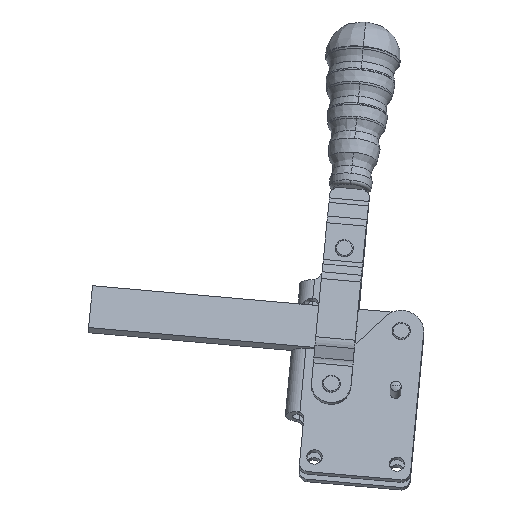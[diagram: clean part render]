
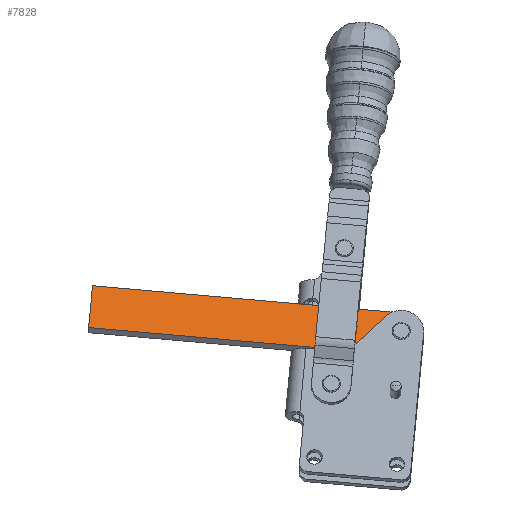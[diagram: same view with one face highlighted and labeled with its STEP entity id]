
A CAD part, front view. The second image highlights one B-rep face of the part: STEP entity #7828.
In plain terms, the highlighted planar face has unit normal (0.016, -0.935, 0.354).
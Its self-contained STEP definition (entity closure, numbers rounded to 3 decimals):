
#2462=CARTESIAN_POINT('',(-95.632,-37.339,101.563));
#2463=VERTEX_POINT('',#2462);
#2479=CARTESIAN_POINT('',(-99.359,-34.123,110.21));
#2480=VERTEX_POINT('',#2479);
#2487=CARTESIAN_POINT('',(-88.4,-34.294,109.272));
#2488=DIRECTION('',(-0.016,0.935,-0.355));
#2489=DIRECTION('',(0.657,0.277,0.701));
#2490=AXIS2_PLACEMENT_3D('',#2487,#2488,#2489);
#2491=CIRCLE('',#2490,11.0);
#2492=EDGE_CURVE('',#2463,#2480,#2491,.T.);
#2968=CARTESIAN_POINT('',(-77.948,-37.898,99.303));
#2969=VERTEX_POINT('',#2968);
#2976=CARTESIAN_POINT('',(-81.385,-38.859,96.922));
#2977=VERTEX_POINT('',#2976);
#2978=CARTESIAN_POINT('',(-88.548,-34.292,109.285));
#2979=DIRECTION('',(-0.016,0.935,-0.355));
#2980=DIRECTION('',(0.342,-0.328,-0.881));
#2981=AXIS2_PLACEMENT_3D('',#2978,#2979,#2980);
#2982=CIRCLE('',#2981,15.);
#2983=EDGE_CURVE('',#2969,#2977,#2982,.T.);
#3549=CARTESIAN_POINT('',(-51.697,-30.45,117.78));
#3550=VERTEX_POINT('',#3549);
#3557=CARTESIAN_POINT('',(-61.625,-31.875,114.461));
#3558=VERTEX_POINT('',#3557);
#3559=CARTESIAN_POINT('',(-52.792,-34.881,106.143));
#3560=DIRECTION('',(-0.016,0.935,-0.355));
#3561=DIRECTION('',(0.996,-0.016,-0.088));
#3562=AXIS2_PLACEMENT_3D('',#3559,#3560,#3561);
#3563=CIRCLE('',#3562,12.5);
#3564=EDGE_CURVE('',#3558,#3550,#3563,.T.);
#7692=CARTESIAN_POINT('',(-109.128,-29.503,122.826));
#7693=VERTEX_POINT('',#7692);
#7709=CARTESIAN_POINT('',(-224.507,-27.602,132.964));
#7710=VERTEX_POINT('',#7709);
#7717=CARTESIAN_POINT('',(-224.507,-27.602,132.964));
#7718=DIRECTION('',(0.996,-0.016,-0.088));
#7719=VECTOR('',#7718,115.84);
#7720=LINE('',#7717,#7719);
#7721=EDGE_CURVE('',#7710,#7693,#7720,.T.);
#7726=CARTESIAN_POINT('',(-135.459,-33.518,113.407));
#7727=DIRECTION('',(0.016,-0.935,0.355));
#7728=DIRECTION('',(0.996,-0.016,-0.088));
#7729=AXIS2_PLACEMENT_3D('',#7726,#7727,#7728);
#7730=PLANE('',#7729);
#7731=CARTESIAN_POINT('',(-105.272,-29.582,122.447));
#7732=VERTEX_POINT('',#7731);
#7733=CARTESIAN_POINT('',(-105.249,-29.567,122.485));
#7734=VERTEX_POINT('',#7733);
#7735=CARTESIAN_POINT('',(-105.272,-29.582,122.447));
#7736=CARTESIAN_POINT('',(-105.265,-29.578,122.459));
#7737=CARTESIAN_POINT('',(-105.258,-29.573,122.472));
#7738=CARTESIAN_POINT('',(-105.249,-29.567,122.485));
#7739=B_SPLINE_CURVE_WITH_KNOTS('',3,(#7735,#7736,#7737,#7738),.UNSPECIFIED.,.F.,.U.,(4,4),(-0.471,-0.458),.UNSPECIFIED.);
#7740=EDGE_CURVE('',#7732,#7734,#7739,.T.);
#7741=ORIENTED_EDGE('',*,*,#7740,.F.);
#7742=CARTESIAN_POINT('',(-109.132,-29.522,122.778));
#7743=VERTEX_POINT('',#7742);
#7744=CARTESIAN_POINT('',(-109.132,-29.522,122.778));
#7745=DIRECTION('',(0.996,-0.016,-0.085));
#7746=VECTOR('',#7745,3.874);
#7747=LINE('',#7744,#7746);
#7748=EDGE_CURVE('',#7743,#7732,#7747,.T.);
#7749=ORIENTED_EDGE('',*,*,#7748,.F.);
#7750=CARTESIAN_POINT('',(-109.128,-29.503,122.826));
#7751=DIRECTION('',(-0.085,-0.355,-0.931));
#7752=VECTOR('',#7751,0.052);
#7753=LINE('',#7750,#7752);
#7754=EDGE_CURVE('',#7693,#7743,#7753,.T.);
#7755=ORIENTED_EDGE('',*,*,#7754,.F.);
#7756=ORIENTED_EDGE('',*,*,#7721,.F.);
#7757=CARTESIAN_POINT('',(-226.698,-36.464,109.69));
#7758=VERTEX_POINT('',#7757);
#7759=CARTESIAN_POINT('',(-226.698,-36.464,109.69));
#7760=DIRECTION('',(0.088,0.354,0.931));
#7761=VECTOR('',#7760,25.);
#7762=LINE('',#7759,#7761);
#7763=EDGE_CURVE('',#7758,#7710,#7762,.T.);
#7764=ORIENTED_EDGE('',*,*,#7763,.F.);
#7765=CARTESIAN_POINT('',(-81.385,-38.859,96.922));
#7766=DIRECTION('',(-0.996,0.016,0.088));
#7767=VECTOR('',#7766,145.893);
#7768=LINE('',#7765,#7767);
#7769=EDGE_CURVE('',#2977,#7758,#7768,.T.);
#7770=ORIENTED_EDGE('',*,*,#7769,.F.);
#7771=ORIENTED_EDGE('',*,*,#2983,.F.);
#7772=CARTESIAN_POINT('',(-77.948,-37.898,99.303));
#7773=DIRECTION('',(0.707,0.261,0.657));
#7774=VECTOR('',#7773,23.075);
#7775=LINE('',#7772,#7774);
#7776=EDGE_CURVE('',#2969,#3558,#7775,.T.);
#7777=ORIENTED_EDGE('',*,*,#7776,.T.);
#7778=ORIENTED_EDGE('',*,*,#3564,.T.);
#7779=CARTESIAN_POINT('',(-80.86,-29.969,120.342));
#7780=VERTEX_POINT('',#7779);
#7781=CARTESIAN_POINT('',(-80.86,-29.969,120.342));
#7782=DIRECTION('',(0.996,-0.016,-0.088));
#7783=VECTOR('',#7782,29.28);
#7784=LINE('',#7781,#7783);
#7785=EDGE_CURVE('',#7780,#3550,#7784,.T.);
#7786=ORIENTED_EDGE('',*,*,#7785,.F.);
#7787=CARTESIAN_POINT('',(-81.168,-31.249,116.98));
#7788=VERTEX_POINT('',#7787);
#7789=CARTESIAN_POINT('',(-80.86,-29.969,120.342));
#7790=DIRECTION('',(-0.085,-0.355,-0.931));
#7791=VECTOR('',#7790,3.61);
#7792=LINE('',#7789,#7791);
#7793=EDGE_CURVE('',#7780,#7788,#7792,.T.);
#7794=ORIENTED_EDGE('',*,*,#7793,.T.);
#7795=CARTESIAN_POINT('',(-88.4,-34.294,109.272));
#7796=DIRECTION('',(-0.016,0.935,-0.355));
#7797=DIRECTION('',(0.657,0.277,0.701));
#7798=AXIS2_PLACEMENT_3D('',#7795,#7796,#7797);
#7799=CIRCLE('',#7798,11.0);
#7800=EDGE_CURVE('',#7788,#2463,#7799,.T.);
#7801=ORIENTED_EDGE('',*,*,#7800,.T.);
#7802=ORIENTED_EDGE('',*,*,#2492,.T.);
#7803=CARTESIAN_POINT('',(-98.421,-30.223,120.453));
#7804=VERTEX_POINT('',#7803);
#7805=CARTESIAN_POINT('',(-99.359,-34.123,110.21));
#7806=DIRECTION('',(0.085,0.355,0.931));
#7807=VECTOR('',#7806,11.);
#7808=LINE('',#7805,#7807);
#7809=EDGE_CURVE('',#2480,#7804,#7808,.T.);
#7810=ORIENTED_EDGE('',*,*,#7809,.T.);
#7811=CARTESIAN_POINT('',(-98.592,-29.677,121.9));
#7812=VERTEX_POINT('',#7811);
#7813=CARTESIAN_POINT('',(-102.406,-30.161,120.794));
#7814=DIRECTION('',(0.016,-0.935,0.355));
#7815=DIRECTION('',(0.892,-0.147,-0.428));
#7816=AXIS2_PLACEMENT_3D('',#7813,#7814,#7815);
#7817=CIRCLE('',#7816,4.);
#7818=EDGE_CURVE('',#7804,#7812,#7817,.T.);
#7819=ORIENTED_EDGE('',*,*,#7818,.T.);
#7820=CARTESIAN_POINT('',(-105.249,-29.567,122.485));
#7821=DIRECTION('',(0.996,-0.016,-0.088));
#7822=VECTOR('',#7821,6.684);
#7823=LINE('',#7820,#7822);
#7824=EDGE_CURVE('',#7734,#7812,#7823,.T.);
#7825=ORIENTED_EDGE('',*,*,#7824,.F.);
#7826=EDGE_LOOP('',(#7741,#7749,#7755,#7756,#7764,#7770,#7771,#7777,#7778,#7786,#7794,#7801,#7802,#7810,#7819,#7825));
#7827=FACE_OUTER_BOUND('',#7826,.T.);
#7828=ADVANCED_FACE('',(#7827),#7730,.T.);
